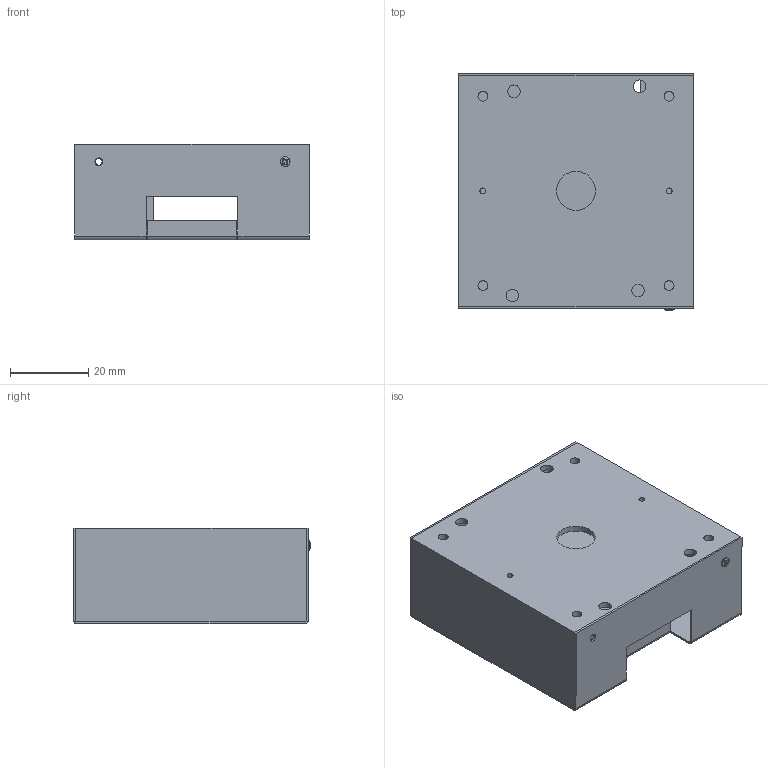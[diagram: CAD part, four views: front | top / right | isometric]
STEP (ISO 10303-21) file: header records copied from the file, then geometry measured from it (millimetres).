
FILE_DESCRIPTION (( 'STEP AP214' ), '1' );
FILE_NAME ('TMCM-1278_Base_and_Cover.STEP', '2019-04-17T09:49:34', ( '' ), ( '' ), 'SwSTEP 2.0', 'SolidWorks 2016', '' );
FILE_SCHEMA (( 'AUTOMOTIVE_DESIGN' ));
Length unit declared in the file: millimetre
Products named in the file (7): Cover; Base; TMCM-1278_Base_and_Cover; TMCM_1361_din_iso_7049_st2_2x4_5_c_h
Assembly tree (3 placements, depth 2):
  Cover
  Base
  TMCM-1278_Base_and_Cover
    Base
    Cover
    TMCM_1361_din_iso_7049_st2_2x4_5_c_h
  TMCM_1361_din_iso_7049_st2_2x4_5_c_h
Bounding box: 60 x 60.55 x 24.5 mm (x, y, z)
Volume: 16242.7 mm3; surface area: 25027.1 mm2
Topology: 3 solids, 3 shells, 176 faces, 504 edges, 325 vertices
Faces by surface type: plane 92, cylinder 74, cone 6, sphere 2, torus 2
Entity records: 6412 total; most frequent: CARTESIAN_POINT 1431, ORIENTED_EDGE 1004, DIRECTION 974, EDGE_CURVE 502, AXIS2_PLACEMENT_3D 331, VERTEX_POINT 325, LINE 312, VECTOR 312
